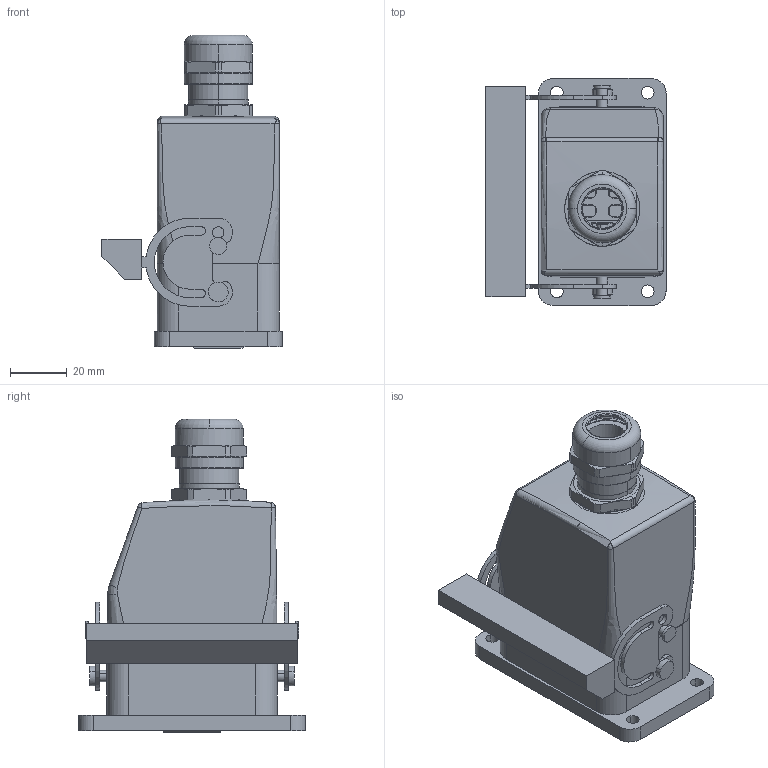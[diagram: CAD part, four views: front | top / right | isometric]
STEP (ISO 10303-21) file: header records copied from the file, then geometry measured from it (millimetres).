
FILE_DESCRIPTION(('CATIA V5 STEP Exchange','CAx-IF Rec.Pracs.--- Model Styling and Organization---1.4--- 2014-01-23'),'2;1');
FILE_NAME ('075070-3_1', '2020-01-06T14:55:09+00:00', ('none'), ('Weidmueller'), 'CATIA Version 5-6 Release 2016 SP3 HF44', 'CATIA V5 STEP AP214', 'none');
FILE_SCHEMA(('AUTOMOTIVE_DESIGN { 1 0 10303 214 1 1 1 1 }'));
Length unit declared in the file: millimetre
Products named in the file (1): 1001490000
Bounding box: 63.5 x 80 x 110.46 mm (x, y, z)
Volume: 133290 mm3; surface area: 86271.3 mm2
Topology: 8 solids, 43 shells, 3671 faces, 10722 edges, 7144 vertices
Faces by surface type: plane 2356, cylinder 877, cone 239, torus 118, bspline 45, extrusion 20, revolution 8, sphere 8
Entity records: 123617 total; most frequent: CARTESIAN_POINT 32598, ORIENTED_EDGE 21388, DIRECTION 14712, EDGE_CURVE 10694, VECTOR 7641, LINE 7621, VERTEX_POINT 7144, AXIS2_PLACEMENT_3D 4517
